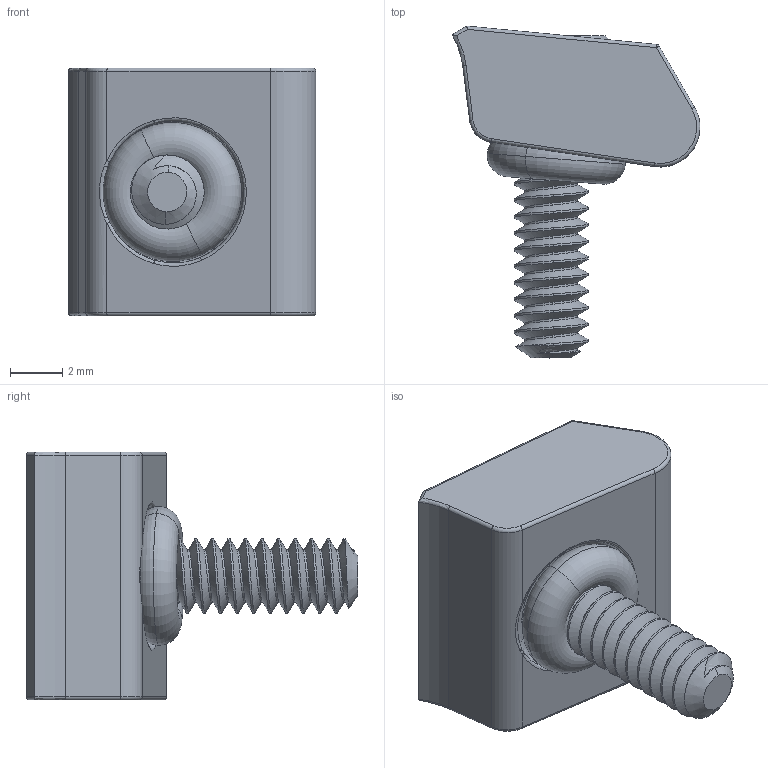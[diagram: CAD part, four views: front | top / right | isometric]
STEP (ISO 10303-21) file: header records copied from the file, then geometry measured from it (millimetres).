
FILE_DESCRIPTION (( 'STEP AP214' ), '1' );
FILE_NAME ('26000.STEP', '2018-09-25T12:45:55', ( 'Mike W' ), ( '' ), 'SwSTEP 2.0', 'SolidWorks 2017', '' );
FILE_SCHEMA (( 'AUTOMOTIVE_DESIGN' ));
Length unit declared in the file: millimetre
Products named in the file (4): 260001; 004 O-RING_004 O-RING; 44038 SHCS_44038 SHCS; 26000
Assembly tree (3 placements, depth 2):
  26000
    44038 SHCS_44038 SHCS
    004 O-RING_004 O-RING
    260001
Bounding box: 9.53 x 12.75 x 9.53 mm (x, y, z)
Volume: 372.4 mm3; surface area: 628.2 mm2
Topology: 3 solids, 3 shells, 155 faces, 387 edges, 239 vertices
Faces by surface type: cylinder 87, plane 23, bspline 16, torus 14, cone 13, sphere 2
Entity records: 6603 total; most frequent: CARTESIAN_POINT 3216, ORIENTED_EDGE 774, DIRECTION 605, EDGE_CURVE 387, VERTEX_POINT 239, AXIS2_PLACEMENT_3D 237, EDGE_LOOP 160, ADVANCED_FACE 155
